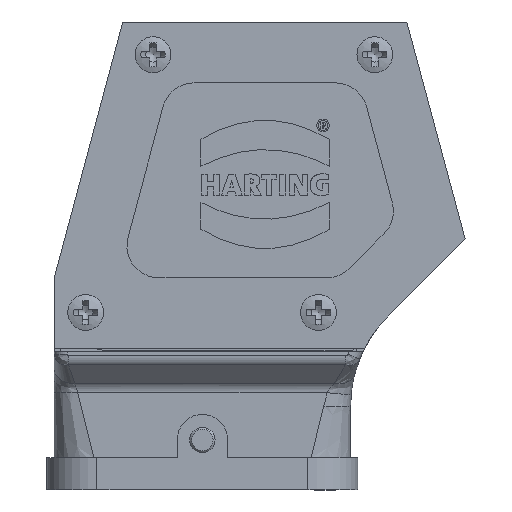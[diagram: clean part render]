
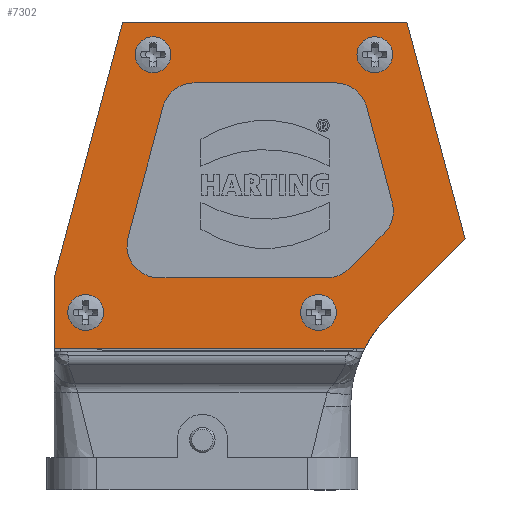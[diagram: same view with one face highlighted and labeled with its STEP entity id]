
A CAD part, front view. The second image highlights one B-rep face of the part: STEP entity #7302.
In plain terms, the highlighted planar face has unit normal (0, -1, 0).
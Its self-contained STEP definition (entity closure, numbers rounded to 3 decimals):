
#3669=LINE('',#21616,#5009);
#3673=LINE('',#21625,#5013);
#3676=LINE('',#21631,#5016);
#3679=LINE('',#21637,#5019);
#3682=LINE('',#21643,#5022);
#4377=LINE('',#23120,#5717);
#4381=LINE('',#23132,#5721);
#4385=LINE('',#23144,#5725);
#4389=LINE('',#23156,#5729);
#4393=LINE('',#23167,#5733);
#4397=LINE('',#23402,#5737);
#5009=VECTOR('',#18081,1.);
#5013=VECTOR('',#18087,1.);
#5016=VECTOR('',#18092,1.);
#5019=VECTOR('',#18097,1.);
#5022=VECTOR('',#18102,1.);
#5717=VECTOR('',#19309,1.);
#5721=VECTOR('',#19321,1.);
#5725=VECTOR('',#19333,1.);
#5729=VECTOR('',#19345,1.);
#5733=VECTOR('',#19359,1.);
#5737=VECTOR('',#19379,1.);
#6602=PLANE('',#17250);
#7302=ADVANCED_FACE('',(#7952,#7953,#7954,#7955,#7956,#7957),#6602,.T.);
#7952=FACE_BOUND('',#8422,.T.);
#7953=FACE_BOUND('',#8423,.T.);
#7954=FACE_BOUND('',#8424,.T.);
#7955=FACE_BOUND('',#8425,.T.);
#7956=FACE_BOUND('',#8426,.T.);
#7957=FACE_BOUND('',#8427,.T.);
#8422=EDGE_LOOP('',(#10471,#10472,#10473,#10474,#10475,#10476,#10477,#10478,
#10479,#10480));
#8423=EDGE_LOOP('',(#10481));
#8424=EDGE_LOOP('',(#10482));
#8425=EDGE_LOOP('',(#10483));
#8426=EDGE_LOOP('',(#10484));
#8427=EDGE_LOOP('',(#10485,#10486,#10487,#10488,#10489,#10490,#10491));
#10471=ORIENTED_EDGE('',*,*,#14903,.T.);
#10472=ORIENTED_EDGE('',*,*,#14875,.T.);
#10473=ORIENTED_EDGE('',*,*,#14879,.T.);
#10474=ORIENTED_EDGE('',*,*,#14882,.T.);
#10475=ORIENTED_EDGE('',*,*,#14885,.T.);
#10476=ORIENTED_EDGE('',*,*,#14888,.T.);
#10477=ORIENTED_EDGE('',*,*,#14891,.T.);
#10478=ORIENTED_EDGE('',*,*,#14894,.T.);
#10479=ORIENTED_EDGE('',*,*,#14897,.T.);
#10480=ORIENTED_EDGE('',*,*,#14900,.T.);
#10481=ORIENTED_EDGE('',*,*,#14132,.T.);
#10482=ORIENTED_EDGE('',*,*,#14146,.T.);
#10483=ORIENTED_EDGE('',*,*,#14128,.T.);
#10484=ORIENTED_EDGE('',*,*,#14130,.T.);
#10485=ORIENTED_EDGE('',*,*,#14916,.F.);
#10486=ORIENTED_EDGE('',*,*,#14155,.F.);
#10487=ORIENTED_EDGE('',*,*,#14159,.F.);
#10488=ORIENTED_EDGE('',*,*,#14162,.F.);
#10489=ORIENTED_EDGE('',*,*,#14165,.F.);
#10490=ORIENTED_EDGE('',*,*,#14168,.F.);
#10491=ORIENTED_EDGE('',*,*,#14917,.F.);
#12814=VERTEX_POINT('',#21537);
#12816=VERTEX_POINT('',#21542);
#12818=VERTEX_POINT('',#21547);
#12832=VERTEX_POINT('',#21597);
#12840=VERTEX_POINT('',#21617);
#12841=VERTEX_POINT('',#21618);
#12844=VERTEX_POINT('',#21626);
#12846=VERTEX_POINT('',#21632);
#12848=VERTEX_POINT('',#21638);
#12850=VERTEX_POINT('',#21644);
#13323=VERTEX_POINT('',#23110);
#13324=VERTEX_POINT('',#23112);
#13327=VERTEX_POINT('',#23119);
#13329=VERTEX_POINT('',#23125);
#13331=VERTEX_POINT('',#23131);
#13333=VERTEX_POINT('',#23137);
#13335=VERTEX_POINT('',#23143);
#13337=VERTEX_POINT('',#23149);
#13339=VERTEX_POINT('',#23155);
#13340=VERTEX_POINT('',#23160);
#13351=VERTEX_POINT('',#23401);
#14128=EDGE_CURVE('',#12814,#12814,#16059,.T.);
#14130=EDGE_CURVE('',#12816,#12816,#16061,.T.);
#14132=EDGE_CURVE('',#12818,#12818,#16063,.T.);
#14146=EDGE_CURVE('',#12832,#12832,#16071,.T.);
#14155=EDGE_CURVE('',#12840,#12841,#3669,.T.);
#14159=EDGE_CURVE('',#12844,#12840,#3673,.T.);
#14162=EDGE_CURVE('',#12846,#12844,#3676,.T.);
#14165=EDGE_CURVE('',#12848,#12846,#3679,.T.);
#14168=EDGE_CURVE('',#12850,#12848,#3682,.T.);
#14875=EDGE_CURVE('',#13324,#13323,#16081,.T.);
#14879=EDGE_CURVE('',#13323,#13327,#4377,.T.);
#14882=EDGE_CURVE('',#13327,#13329,#16083,.T.);
#14885=EDGE_CURVE('',#13329,#13331,#4381,.T.);
#14888=EDGE_CURVE('',#13331,#13333,#16085,.T.);
#14891=EDGE_CURVE('',#13333,#13335,#4385,.T.);
#14894=EDGE_CURVE('',#13335,#13337,#16087,.T.);
#14897=EDGE_CURVE('',#13337,#13339,#4389,.T.);
#14900=EDGE_CURVE('',#13339,#13340,#16089,.T.);
#14903=EDGE_CURVE('',#13340,#13324,#4393,.T.);
#14916=EDGE_CURVE('',#12841,#13351,#16094,.T.);
#14917=EDGE_CURVE('',#13351,#12850,#4397,.T.);
#16059=CIRCLE('',#16940,2.8);
#16061=CIRCLE('',#16943,2.8);
#16063=CIRCLE('',#16946,2.8);
#16071=CIRCLE('',#16958,2.8);
#16081=CIRCLE('',#17222,5.);
#16083=CIRCLE('',#17226,5.);
#16085=CIRCLE('',#17230,5.);
#16087=CIRCLE('',#17234,5.);
#16089=CIRCLE('',#17238,5.);
#16094=CIRCLE('',#17249,20.);
#16940=AXIS2_PLACEMENT_3D('',#21536,#18026,#18027);
#16943=AXIS2_PLACEMENT_3D('',#21541,#18032,#18033);
#16946=AXIS2_PLACEMENT_3D('',#21546,#18038,#18039);
#16958=AXIS2_PLACEMENT_3D('',#21596,#18062,#18063);
#17222=AXIS2_PLACEMENT_3D('',#23111,#19301,#19302);
#17226=AXIS2_PLACEMENT_3D('',#23126,#19314,#19315);
#17230=AXIS2_PLACEMENT_3D('',#23138,#19326,#19327);
#17234=AXIS2_PLACEMENT_3D('',#23150,#19338,#19339);
#17238=AXIS2_PLACEMENT_3D('',#23162,#19350,#19351);
#17249=AXIS2_PLACEMENT_3D('',#23400,#19377,#19378);
#17250=AXIS2_PLACEMENT_3D('',#23403,#19380,#19381);
#18026=DIRECTION('',(0.,1.,0.));
#18027=DIRECTION('',(1.,0.,0.));
#18032=DIRECTION('',(0.,1.,0.));
#18033=DIRECTION('',(1.,0.,0.));
#18038=DIRECTION('',(0.,1.,0.));
#18039=DIRECTION('',(1.,0.,0.));
#18062=DIRECTION('',(0.,1.,0.));
#18063=DIRECTION('',(1.,0.,0.));
#18081=DIRECTION('',(-0.707,0.,-0.707));
#18087=DIRECTION('',(0.259,0.,-0.966));
#18092=DIRECTION('',(1.,0.,0.));
#18097=DIRECTION('',(0.259,0.,0.966));
#18102=DIRECTION('',(0.,0.,1.));
#19301=DIRECTION('',(0.,1.,0.));
#19302=DIRECTION('',(-0.966,0.,0.259));
#19309=DIRECTION('',(1.,0.,0.));
#19314=DIRECTION('',(0.,1.,0.));
#19315=DIRECTION('',(0.,0.,1.));
#19321=DIRECTION('',(0.259,0.,-0.966));
#19326=DIRECTION('',(0.,1.,0.));
#19327=DIRECTION('',(0.966,0.,0.259));
#19333=DIRECTION('',(-0.707,0.,-0.707));
#19338=DIRECTION('',(0.,1.,0.));
#19339=DIRECTION('',(0.707,0.,-0.707));
#19345=DIRECTION('',(-1.,0.,0.));
#19350=DIRECTION('',(0.,1.,0.));
#19351=DIRECTION('',(0.,0.,-1.));
#19359=DIRECTION('',(0.259,0.,0.966));
#19377=DIRECTION('',(0.,-1.,0.));
#19378=DIRECTION('',(1.,0.,0.));
#19379=DIRECTION('',(-1.,0.,0.));
#19380=DIRECTION('',(0.,-1.,0.));
#19381=DIRECTION('',(1.,0.,0.));
#21536=CARTESIAN_POINT('',(26.9,-16.95,55.3));
#21537=CARTESIAN_POINT('',(29.7,-16.95,55.3));
#21541=CARTESIAN_POINT('',(18.1,-16.95,15.1));
#21542=CARTESIAN_POINT('',(20.9,-16.95,15.1));
#21546=CARTESIAN_POINT('',(-18.2,-16.95,15.1));
#21547=CARTESIAN_POINT('',(-15.4,-16.95,15.1));
#21596=CARTESIAN_POINT('',(-7.7,-16.95,55.3));
#21597=CARTESIAN_POINT('',(-4.9,-16.95,55.3));
#21616=CARTESIAN_POINT('',(28.958,-16.95,14.542));
#21617=CARTESIAN_POINT('',(40.969,-16.95,26.553));
#21618=CARTESIAN_POINT('',(28.958,-16.95,14.542));
#21625=CARTESIAN_POINT('',(40.67,-16.95,27.669));
#21626=CARTESIAN_POINT('',(31.9,-16.95,60.4));
#21631=CARTESIAN_POINT('',(30.365,-16.95,60.4));
#21632=CARTESIAN_POINT('',(-12.436,-16.95,60.4));
#21637=CARTESIAN_POINT('',(-12.834,-16.95,58.918));
#21638=CARTESIAN_POINT('',(-23.1,-16.95,20.603));
#21643=CARTESIAN_POINT('',(-23.1,-16.95,20.34));
#21644=CARTESIAN_POINT('',(-23.1,-16.95,9.5));
#23110=CARTESIAN_POINT('',(-1.31,-16.95,50.9));
#23111=CARTESIAN_POINT('',(-1.31,-16.95,45.9));
#23112=CARTESIAN_POINT('',(-6.14,-16.95,47.194));
#23119=CARTESIAN_POINT('',(20.774,-16.95,50.9));
#23120=CARTESIAN_POINT('',(-1.31,-16.95,50.9));
#23125=CARTESIAN_POINT('',(25.603,-16.95,47.194));
#23126=CARTESIAN_POINT('',(20.774,-16.95,45.9));
#23131=CARTESIAN_POINT('',(29.626,-16.95,32.181));
#23132=CARTESIAN_POINT('',(25.603,-16.95,47.194));
#23137=CARTESIAN_POINT('',(28.332,-16.95,27.351));
#23138=CARTESIAN_POINT('',(24.797,-16.95,30.887));
#23143=CARTESIAN_POINT('',(22.945,-16.95,21.964));
#23144=CARTESIAN_POINT('',(28.332,-16.95,27.351));
#23149=CARTESIAN_POINT('',(19.41,-16.95,20.5));
#23150=CARTESIAN_POINT('',(19.41,-16.95,25.5));
#23155=CARTESIAN_POINT('',(-6.776,-16.95,20.5));
#23156=CARTESIAN_POINT('',(19.41,-16.95,20.5));
#23160=CARTESIAN_POINT('',(-11.606,-16.95,26.794));
#23162=CARTESIAN_POINT('',(-6.776,-16.95,25.5));
#23167=CARTESIAN_POINT('',(-11.606,-16.95,26.794));
#23400=CARTESIAN_POINT('',(43.1,-16.95,0.4));
#23401=CARTESIAN_POINT('',(25.29,-16.95,9.5));
#23402=CARTESIAN_POINT('',(23.621,-16.95,9.5));
#23403=CARTESIAN_POINT('',(-26.292,-16.95,6.955));
